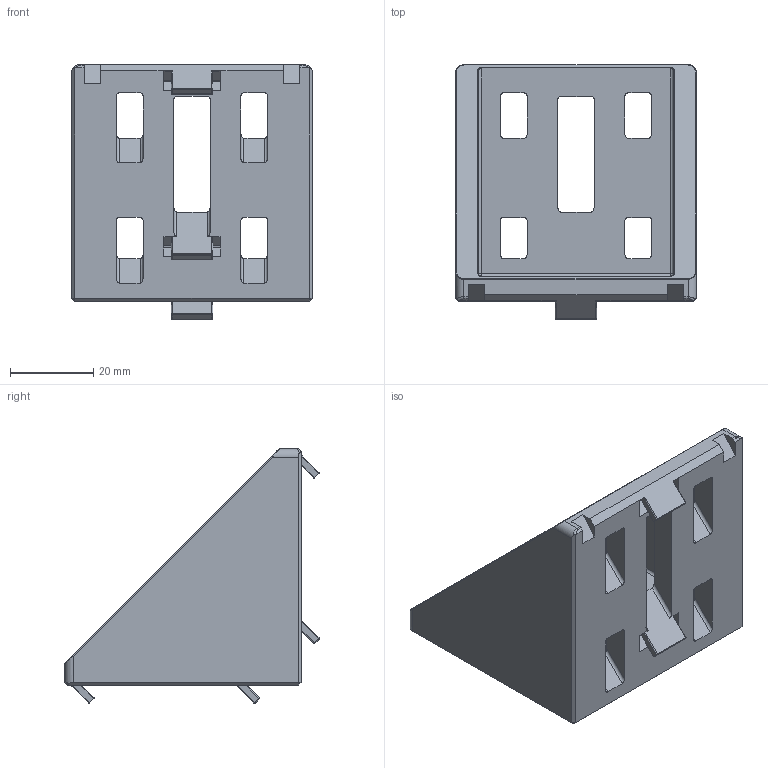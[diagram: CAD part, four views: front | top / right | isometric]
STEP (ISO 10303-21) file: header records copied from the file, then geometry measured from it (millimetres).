
FILE_DESCRIPTION (( 'STEP AP214' ), '1' );
FILE_NAME ('AL-310.0800A.03.STEP', '2019-10-22T07:44:14', ( '' ), ( '' ), 'SwSTEP 2.0', 'SolidWorks 2018', '' );
FILE_SCHEMA (( 'AUTOMOTIVE_DESIGN' ));
Length unit declared in the file: millimetre
Products named in the file (1): AL-310.0800A.03
Bounding box: 58 x 61.34 x 61.34 mm (x, y, z)
Volume: 44011.8 mm3; surface area: 20121.3 mm2
Topology: 1 solids, 1 shells, 243 faces, 650 edges, 400 vertices
Faces by surface type: plane 108, cylinder 101, sphere 22, bspline 12
Entity records: 7670 total; most frequent: CARTESIAN_POINT 1812, ORIENTED_EDGE 1272, DIRECTION 1170, EDGE_CURVE 636, LINE 398, VECTOR 398, VERTEX_POINT 396, AXIS2_PLACEMENT_3D 386
